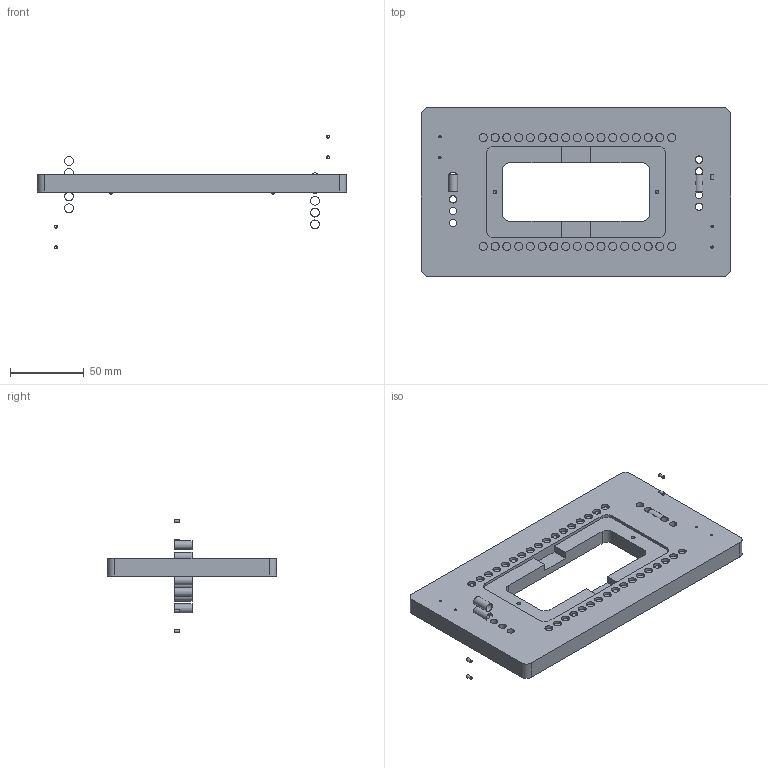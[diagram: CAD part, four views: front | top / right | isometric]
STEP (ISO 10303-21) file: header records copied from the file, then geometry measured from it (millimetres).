
FILE_DESCRIPTION(/* description */ (''),/* implementation_level */ '2;1');
FILE_NAME(/* name */ 'CHAMBER_BASE_REV2 v2.step',/* time_stamp */ '2020-06-02T10:21:30+01:00',/* author */ (''),/* organization */ (''),/* preprocessor_version */ 'ST-DEVELOPER v18.1',/* originating_system */ 'Autodesk Translation Framework v9.3.0.1241',/* authorisation */ '');
FILE_SCHEMA (('AUTOMOTIVE_DESIGN { 1 0 10303 214 3 1 1 }'));
Length unit declared in the file: millimetre
Products named in the file (1): CHAMBER_BASE_REV2
Bounding box: 210 x 115 x 77 mm (x, y, z)
Volume: 228374.6 mm3; surface area: 58848.6 mm2
Topology: 1 solids, 25 shells, 154 faces, 336 edges, 224 vertices
Faces by surface type: cylinder 86, plane 62, cone 6
Full cylindrical faces by diameter (mm): 1.6 x4, 2 x4, 2.5 x2, 3 x2, 5 x10, 5.5 x34, 6 x18
Entity records: 4369 total; most frequent: DIRECTION 818, CARTESIAN_POINT 709, ORIENTED_EDGE 612, AXIS2_PLACEMENT_3D 333, EDGE_CURVE 330, VERTEX_POINT 224, EDGE_LOOP 222, CIRCLE 178
